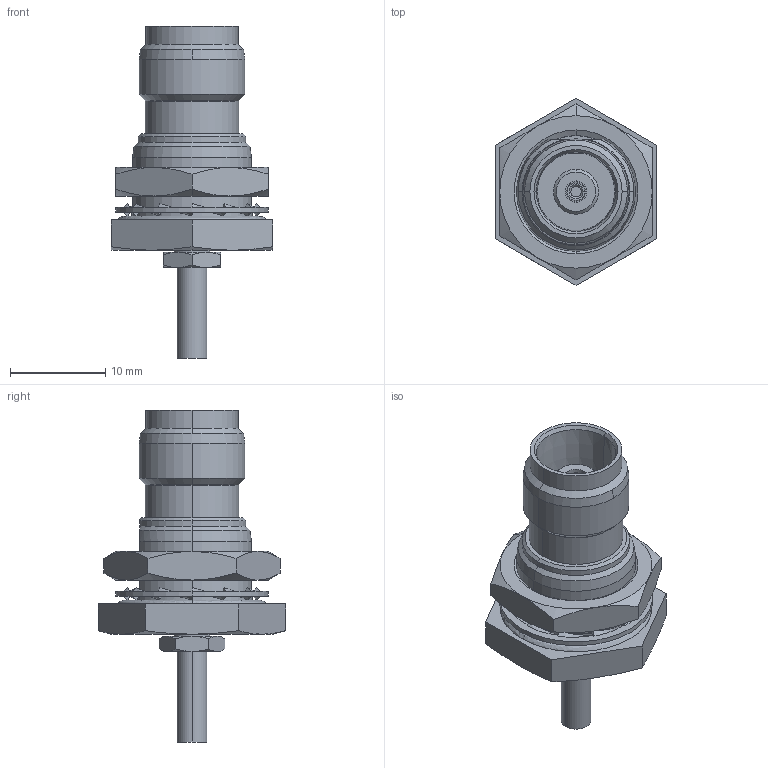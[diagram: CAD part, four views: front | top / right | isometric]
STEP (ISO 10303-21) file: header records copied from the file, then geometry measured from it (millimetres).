
FILE_DESCRIPTION (( 'STEP AP214' ), '1' );
FILE_NAME ('J01011B0030.STEP', '2011-04-14T07:29:27', ( 'markiewicz' ), ( '' ), 'SwSTEP 2.0', 'SolidWorks 2011', '' );
FILE_SCHEMA (( 'AUTOMOTIVE_DESIGN' ));
Length unit declared in the file: millimetre
Products named in the file (1): J01011B0030
Bounding box: 17 x 19.63 x 34.85 mm (x, y, z)
Volume: 2966.2 mm3; surface area: 2611.5 mm2
Topology: 3 solids, 3 shells, 233 faces, 577 edges, 364 vertices
Faces by surface type: plane 76, cone 66, cylinder 51, bspline 40
Entity records: 10128 total; most frequent: CARTESIAN_POINT 2228, ORIENTED_EDGE 1154, DIRECTION 1005, EDGE_CURVE 577, AXIS2_PLACEMENT_3D 365, VERTEX_POINT 364, VECTOR 275, LINE 275
